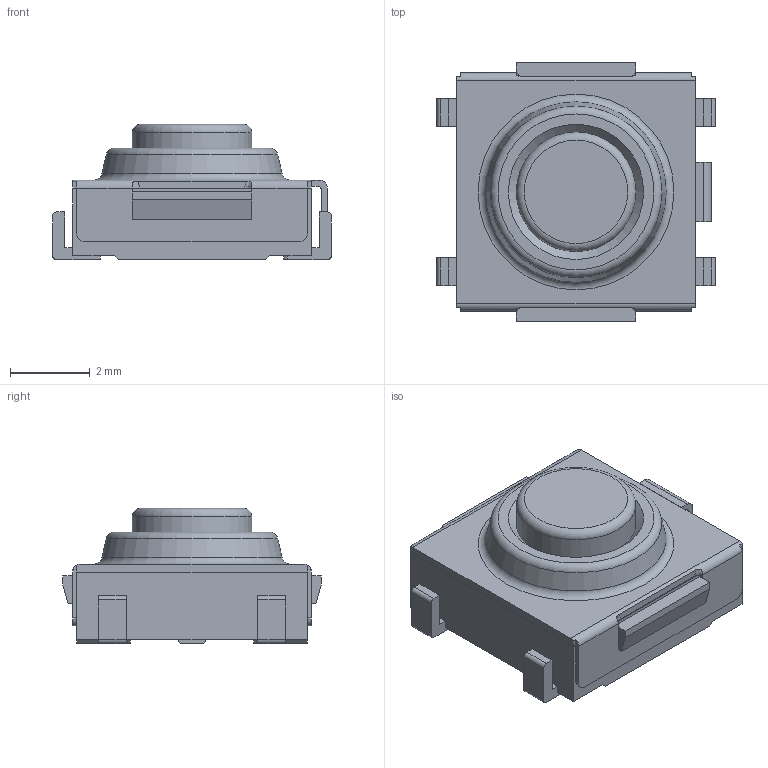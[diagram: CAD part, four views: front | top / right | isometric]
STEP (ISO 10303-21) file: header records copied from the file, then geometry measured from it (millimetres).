
FILE_DESCRIPTION(/* description */ (''),/* implementation_level */ '2;1');
FILE_NAME(/* name */ '2.stp',/* time_stamp */ '2020-05-23T09:45:46+02:00',/* author */ ('k'),/* organization */ (''),/* preprocessor_version */ 'ST-DEVELOPER v15.6',/* originating_system */ 'Autodesk Inventor 2015',/* authorisation */ '');
FILE_SCHEMA (('AUTOMOTIVE_DESIGN { 1 0 10303 214 3 1 1 }'));
Products named in the file (9): 1; 2; 3; 4; 5; B3SN_311[]; Omron Logo Adjustable Logo
Bounding box: 7 x 6.5 x 3.4 mm (x, y, z)
Volume: 87.5 mm3; surface area: 286.5 mm2
Topology: 17 solids, 17 shells, 233 faces, 588 edges, 388 vertices
Faces by surface type: plane 165, cylinder 32, bspline 31, torus 3, cone 2
Full cylindrical faces by diameter (mm): 3 x2
Entity records: 7509 total; most frequent: CARTESIAN_POINT 1844, ORIENTED_EDGE 1162, DIRECTION 1031, EDGE_CURVE 581, LINE 437, VECTOR 437, VERTEX_POINT 388, AXIS2_PLACEMENT_3D 297
